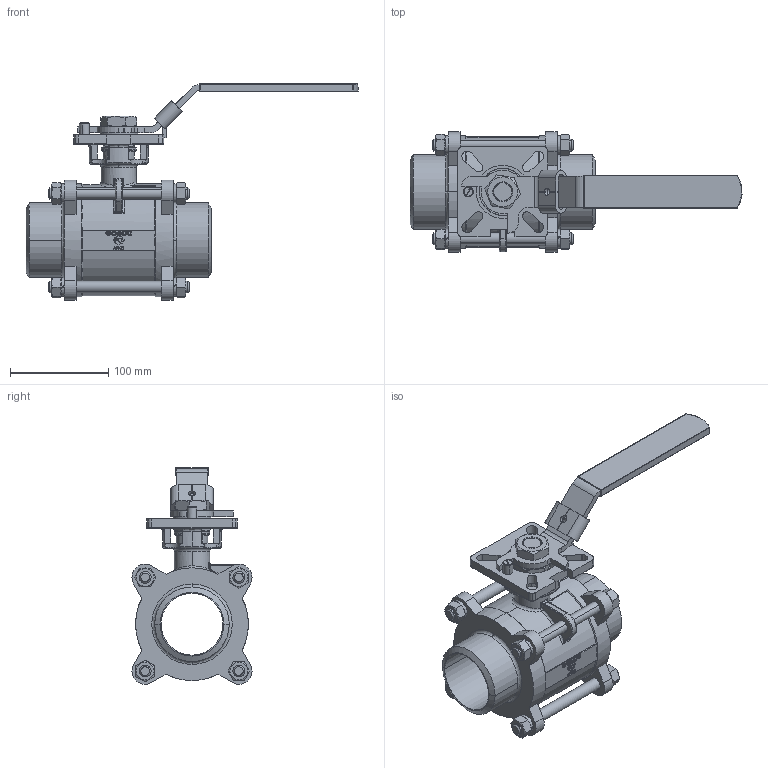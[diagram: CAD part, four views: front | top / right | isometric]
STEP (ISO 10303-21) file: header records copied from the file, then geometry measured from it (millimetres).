
FILE_DESCRIPTION((''),'2;1');
FILE_NAME('ÔÁ39 320 065 700.stp','2012-02-16T10:50:01',('Ãîíòàðåâ ÏÃ'),(''),'Autodesk Inventor 9','Autodesk Inventor 9','');
FILE_SCHEMA(('AUTOMOTIVE_DESIGN { 1 0 10303 214 1 1 1 1 }'));
Length unit declared in the file: millimetre
Products named in the file (1): 埡39 320 065 700
Bounding box: 338.41 x 122.46 x 220.73 mm (x, y, z)
Volume: 1083872.6 mm3; surface area: 292324.4 mm2
Topology: 1 solids, 7 shells, 1278 faces, 3452 edges, 2213 vertices
Faces by surface type: plane 512, cylinder 335, bspline 224, cone 122, torus 63, sphere 22
Entity records: 44960 total; most frequent: CARTESIAN_POINT 13880, ORIENTED_EDGE 6854, DIRECTION 6174, EDGE_CURVE 3427, AXIS2_PLACEMENT_3D 2294, VERTEX_POINT 2207, VECTOR 1586, LINE 1586
